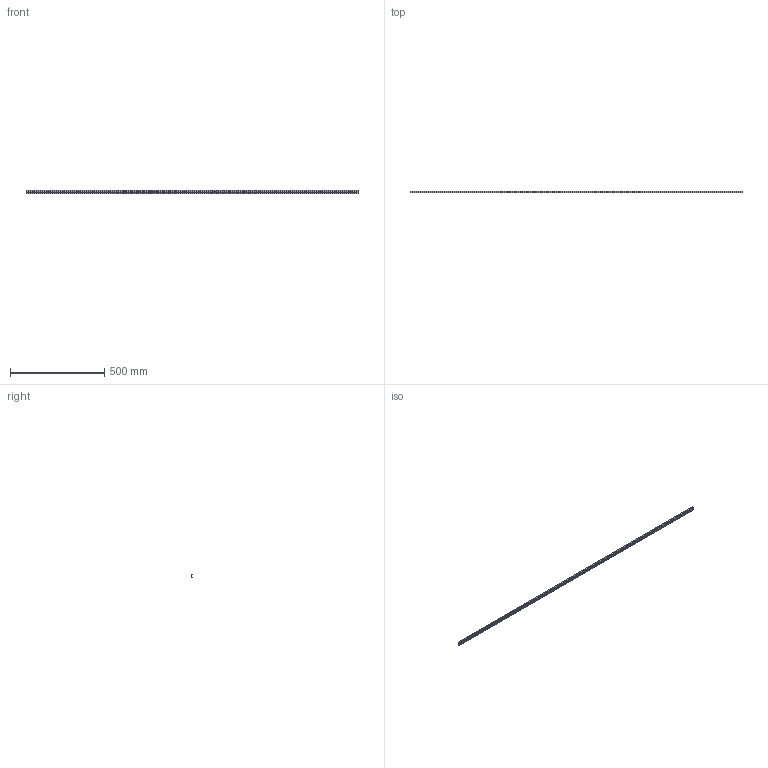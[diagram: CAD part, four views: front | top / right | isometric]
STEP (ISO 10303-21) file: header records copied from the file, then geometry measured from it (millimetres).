
FILE_DESCRIPTION((''),'2;1');
FILE_NAME('LCX 18-1760.C.stp','2016-04-28T08:10:53',('MRathmann'),(''),'Autodesk Inventor 2012','Autodesk Inventor 2012','');
FILE_SCHEMA(('CONFIG_CONTROL_DESIGN'));
Length unit declared in the file: millimetre
Products named in the file (1): LCX 18-1760.C
Bounding box: 1760 x 8.25 x 18 mm (x, y, z)
Volume: 127936.8 mm3; surface area: 111257.3 mm2
Topology: 1 solids, 1 shells, 90 faces, 264 edges, 176 vertices
Faces by surface type: cylinder 55, plane 35
Full cylindrical faces by diameter (mm): 5 x22, 9.5 x22
Entity records: 2536 total; most frequent: DIRECTION 468, CARTESIAN_POINT 399, ORIENTED_EDGE 352, AXIS2_PLACEMENT_3D 201, EDGE_LOOP 178, EDGE_CURVE 176, VERTEX_POINT 132, CIRCLE 110
